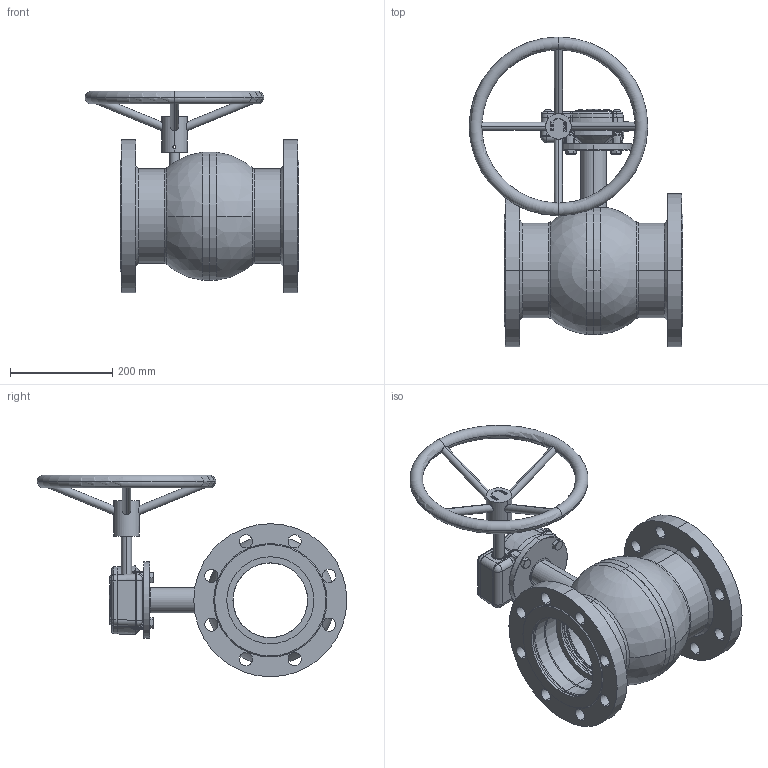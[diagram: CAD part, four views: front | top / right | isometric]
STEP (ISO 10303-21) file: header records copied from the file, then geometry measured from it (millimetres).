
FILE_DESCRIPTION (( 'STEP AP214' ), '1' );
FILE_NAME ('8600425150 480.step', '2025-05-29T08:21:21', ( '' ), ( '' ), 'SwSTEP 2.0', 'SolidWorks 2023', '' );
FILE_SCHEMA (( 'AUTOMOTIVE_DESIGN' ));
Length unit declared in the file: millimetre
Products named in the file (1): 8600425150 480
Bounding box: 418.77 x 606.84 x 394.97 mm (x, y, z)
Surface area: 959105.7 mm2 (no closed solid volume)
Topology: 0 solids, 38 shells, 642 faces, 1889 edges, 1249 vertices
Faces by surface type: plane 205, cylinder 156, cone 113, bspline 104, torus 44, sphere 20
Entity records: 36790 total; most frequent: CARTESIAN_POINT 20834, ORIENTED_EDGE 3224, DIRECTION 3138, EDGE_CURVE 1888, VERTEX_POINT 1249, AXIS2_PLACEMENT_3D 1223, EDGE_LOOP 750, LINE 692
